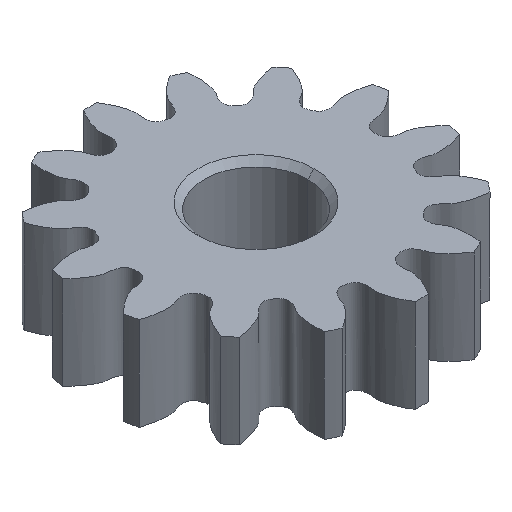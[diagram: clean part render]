
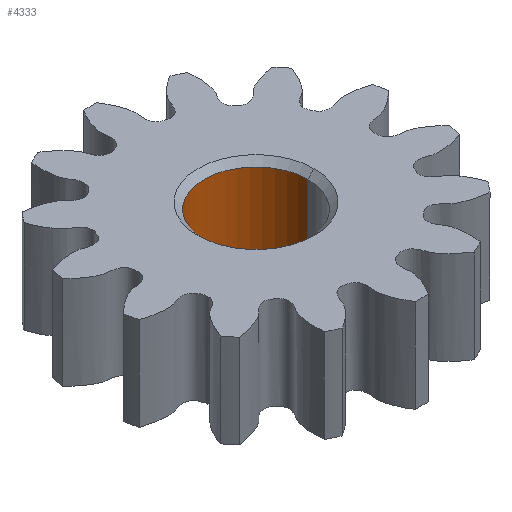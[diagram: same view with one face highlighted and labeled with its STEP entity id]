
A CAD part, isometric view. The second image highlights one B-rep face of the part: STEP entity #4333.
In plain terms, the highlighted cylindrical face has radius 2.5 mm (diameter 5 mm), a partial arc.
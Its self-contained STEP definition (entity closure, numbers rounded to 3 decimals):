
#1420 = EDGE_CURVE ( 'NONE', #1666, #1662, #1732, .T. ) ;
#1422 = EDGE_CURVE ( 'NONE', #1663, #1659, #1729, .T. ) ;
#1475 = AXIS2_PLACEMENT_3D ( 'NONE', #3140, #3141, #3139 ) ;
#1493 = AXIS2_PLACEMENT_3D ( 'NONE', #4947, #4948, #4949 ) ;
#1494 = AXIS2_PLACEMENT_3D ( 'NONE', #4950, #4951, #4952 ) ;
#1619 = ORIENTED_EDGE ( 'NONE', *, *, #1420, .F. ) ;
#1620 = ORIENTED_EDGE ( 'NONE', *, *, #4394, .F. ) ;
#1621 = ORIENTED_EDGE ( 'NONE', *, *, #1422, .T. ) ;
#1622 = ORIENTED_EDGE ( 'NONE', *, *, #4395, .T. ) ;
#1659 = VERTEX_POINT ( 'NONE', #4565 ) ;
#1662 = VERTEX_POINT ( 'NONE', #4574 ) ;
#1663 = VERTEX_POINT ( 'NONE', #3950 ) ;
#1666 = VERTEX_POINT ( 'NONE', #4576 ) ;
#1729 = LINE ( 'NONE', #3710, #1738 ) ;
#1732 = LINE ( 'NONE', #3707, #1735 ) ;
#1735 = VECTOR ( 'NONE', #3708, 1000. ) ;
#1738 = VECTOR ( 'NONE', #3694, 1000. ) ;
#2180 = EDGE_LOOP ( 'NONE', ( #1619, #1620, #1621, #1622 ) ) ;
#3139 = DIRECTION ( 'NONE',  ( 1., 0., 0. ) ) ;
#3140 = CARTESIAN_POINT ( 'NONE',  ( 0., 0., 0. ) ) ;
#3141 = DIRECTION ( 'NONE',  ( 0., 0., 1. ) ) ;
#3694 = DIRECTION ( 'NONE',  ( 0., 0., 1. ) ) ;
#3707 = CARTESIAN_POINT ( 'NONE',  ( -2.5, 0., 0. ) ) ;
#3708 = DIRECTION ( 'NONE',  ( 0., 0., 1. ) ) ;
#3710 = CARTESIAN_POINT ( 'NONE',  ( 2.5, 0., 0. ) ) ;
#3950 = CARTESIAN_POINT ( 'NONE',  ( 2.5, 0., -1.95 ) ) ;
#4333 = ADVANCED_FACE ( 'NONE', ( #4404 ), #4405, .F. ) ;
#4394 = EDGE_CURVE ( 'NONE', #1663, #1666, #4490, .T. ) ;
#4395 = EDGE_CURVE ( 'NONE', #1659, #1662, #4492, .T. ) ;
#4404 = FACE_OUTER_BOUND ( 'NONE', #2180, .T. ) ;
#4405 = CYLINDRICAL_SURFACE ( 'NONE', #1475, 2.5 ) ;
#4490 = CIRCLE ( 'NONE', #1493, 2.5 ) ;
#4492 = CIRCLE ( 'NONE', #1494, 2.5 ) ;
#4565 = CARTESIAN_POINT ( 'NONE',  ( 2.5, 0., 1.95 ) ) ;
#4574 = CARTESIAN_POINT ( 'NONE',  ( -2.5, 0., 1.95 ) ) ;
#4576 = CARTESIAN_POINT ( 'NONE',  ( -2.5, 0., -1.95 ) ) ;
#4947 = CARTESIAN_POINT ( 'NONE',  ( 0., 0., -1.95 ) ) ;
#4948 = DIRECTION ( 'NONE',  ( 0., 0., 1. ) ) ;
#4949 = DIRECTION ( 'NONE',  ( 1., 0., 0. ) ) ;
#4950 = CARTESIAN_POINT ( 'NONE',  ( 0., 0., 1.95 ) ) ;
#4951 = DIRECTION ( 'NONE',  ( 0., 0., 1. ) ) ;
#4952 = DIRECTION ( 'NONE',  ( 1., 0., 0. ) ) ;
